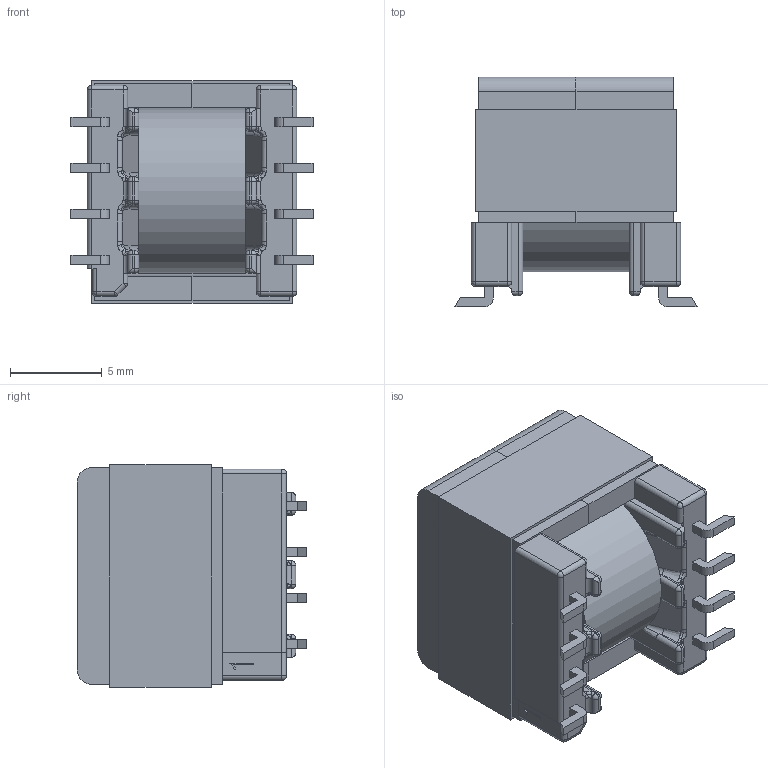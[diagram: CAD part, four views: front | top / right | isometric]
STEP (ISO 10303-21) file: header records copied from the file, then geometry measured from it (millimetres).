
FILE_DESCRIPTION (( 'STEP AP214' ), '1' );
FILE_NAME ('EP10_7052.STEP', '2024-06-11T14:32:57', ( '' ), ( '' ), 'SwSTEP 2.0', 'SolidWorks 2022', '' );
FILE_SCHEMA (( 'AUTOMOTIVE_DESIGN' ));
Length unit declared in the file: millimetre
Products named in the file (5): 150-2361_6A; 070-7052_6B; EP10_7052; 070-7052_coil; 440-9987-2361
Assembly tree (5 placements, depth 2):
  EP10_7052
    070-7052_6B
    070-7052_coil
    150-2361_6A  x2
    440-9987-2361
Bounding box: 13.2 x 12.51 x 12.13 mm (x, y, z)
Volume: 1292.4 mm3; surface area: 2446.9 mm2
Topology: 5 solids, 5 shells, 402 faces, 983 edges, 571 vertices
Faces by surface type: plane 161, cylinder 116, bspline 80, sphere 29, torus 16
Entity records: 16548 total; most frequent: CARTESIAN_POINT 7222, ORIENTED_EDGE 1836, DIRECTION 1546, EDGE_CURVE 918, VERTEX_POINT 547, AXIS2_PLACEMENT_3D 533, VECTOR 480, LINE 480
